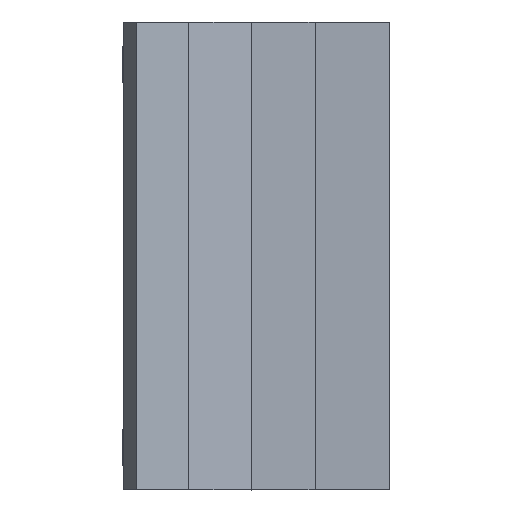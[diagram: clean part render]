
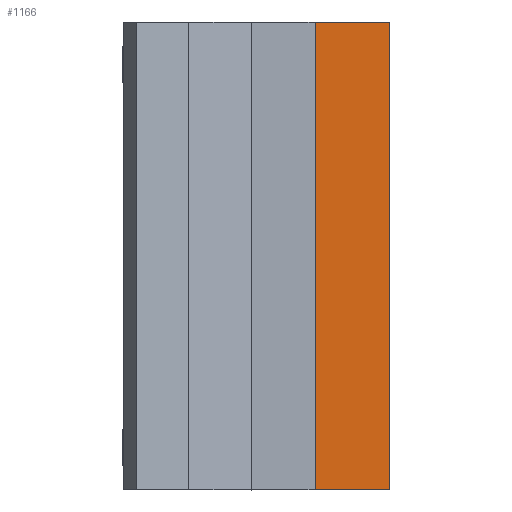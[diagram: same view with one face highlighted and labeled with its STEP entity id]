
A CAD part, top view. The second image highlights one B-rep face of the part: STEP entity #1166.
In plain terms, the highlighted planar face has unit normal (0, 0, 1).
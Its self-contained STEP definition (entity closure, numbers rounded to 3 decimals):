
#26=FACE_OUTER_BOUND('',#98,.T.);
#98=EDGE_LOOP('',(#769,#770,#771,#772));
#169=LINE('',#1642,#333);
#173=LINE('',#1651,#337);
#174=LINE('',#1652,#338);
#175=LINE('',#1653,#339);
#333=VECTOR('',#1332,10.);
#337=VECTOR('',#1338,10.);
#338=VECTOR('',#1339,10.);
#339=VECTOR('',#1340,10.);
#497=VERTEX_POINT('',#1640);
#498=VERTEX_POINT('',#1641);
#501=VERTEX_POINT('',#1649);
#502=VERTEX_POINT('',#1650);
#601=EDGE_CURVE('',#497,#498,#169,.T.);
#605=EDGE_CURVE('',#501,#502,#173,.T.);
#606=EDGE_CURVE('',#502,#497,#174,.T.);
#607=EDGE_CURVE('',#501,#498,#175,.T.);
#769=ORIENTED_EDGE('',*,*,#605,.T.);
#770=ORIENTED_EDGE('',*,*,#606,.T.);
#771=ORIENTED_EDGE('',*,*,#601,.T.);
#772=ORIENTED_EDGE('',*,*,#607,.F.);
#1094=PLANE('',#1257);
#1166=ADVANCED_FACE('',(#26),#1094,.F.);
#1257=AXIS2_PLACEMENT_3D('',#1648,#1336,#1337);
#1332=DIRECTION('',(0.,1.,0.));
#1336=DIRECTION('center_axis',(0.,0.,-1.));
#1337=DIRECTION('ref_axis',(-1.,0.,0.));
#1338=DIRECTION('',(0.,-1.,0.));
#1339=DIRECTION('',(1.,0.,0.));
#1340=DIRECTION('',(1.,0.,0.));
#1640=CARTESIAN_POINT('',(130.,0.,20.));
#1641=CARTESIAN_POINT('',(130.,440.,20.));
#1642=CARTESIAN_POINT('',(130.,440.,20.));
#1648=CARTESIAN_POINT('Origin',(60.,0.,20.));
#1649=CARTESIAN_POINT('',(60.,440.,20.));
#1650=CARTESIAN_POINT('',(60.,0.,20.));
#1651=CARTESIAN_POINT('',(60.,440.,20.));
#1652=CARTESIAN_POINT('',(60.,0.,20.));
#1653=CARTESIAN_POINT('',(60.,440.,20.));
